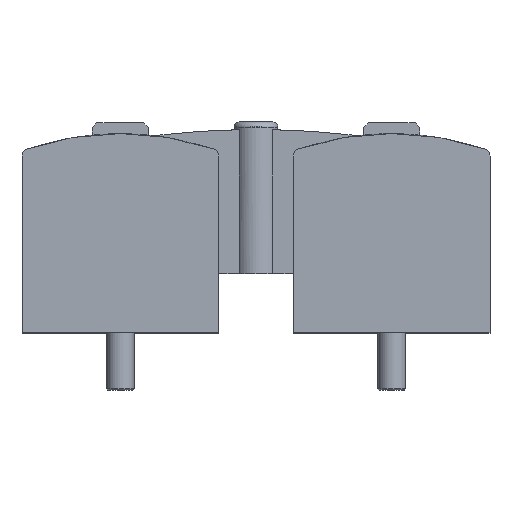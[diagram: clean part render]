
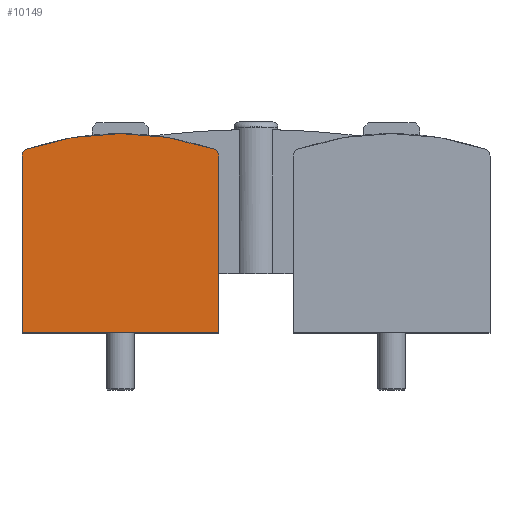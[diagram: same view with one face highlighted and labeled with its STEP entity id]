
A CAD part, top view. The second image highlights one B-rep face of the part: STEP entity #10149.
In plain terms, the highlighted planar face has unit normal (0, 0, 1).
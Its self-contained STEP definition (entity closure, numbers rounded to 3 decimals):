
#152=PLANE('',#10754);
#632=LINE('',#14822,#1355);
#640=LINE('',#14838,#1363);
#641=LINE('',#14841,#1364);
#1355=VECTOR('',#12026,1000.);
#1363=VECTOR('',#12036,1000.);
#1364=VECTOR('',#12041,1000.);
#2645=ORIENTED_EDGE('',*,*,#4654,.T.);
#2646=ORIENTED_EDGE('',*,*,#4670,.T.);
#2647=ORIENTED_EDGE('',*,*,#4669,.T.);
#2648=ORIENTED_EDGE('',*,*,#4661,.T.);
#2649=ORIENTED_EDGE('',*,*,#4671,.T.);
#2650=ORIENTED_EDGE('',*,*,#4672,.T.);
#4654=EDGE_CURVE('',#5728,#5727,#6310,.T.);
#4661=EDGE_CURVE('',#5735,#5734,#632,.T.);
#4669=EDGE_CURVE('',#5741,#5735,#640,.T.);
#4670=EDGE_CURVE('',#5727,#5741,#6312,.T.);
#4671=EDGE_CURVE('',#5734,#5742,#641,.T.);
#4672=EDGE_CURVE('',#5742,#5728,#6313,.T.);
#5727=VERTEX_POINT('',#14796);
#5728=VERTEX_POINT('',#14798);
#5734=VERTEX_POINT('',#14821);
#5735=VERTEX_POINT('',#14823);
#5741=VERTEX_POINT('',#14836);
#5742=VERTEX_POINT('',#14842);
#6310=CIRCLE('',#10750,31.);
#6312=CIRCLE('',#10755,0.8);
#6313=CIRCLE('',#10756,0.8);
#6735=EDGE_LOOP('',(#2645,#2646,#2647,#2648,#2649,#2650));
#7301=FACE_BOUND('',#6735,.T.);
#10149=ADVANCED_FACE('',(#7301),#152,.T.);
#10750=AXIS2_PLACEMENT_3D('',#14797,#12016,#12017);
#10754=AXIS2_PLACEMENT_3D('',#14839,#12037,#12038);
#10755=AXIS2_PLACEMENT_3D('',#14840,#12039,#12040);
#10756=AXIS2_PLACEMENT_3D('',#14843,#12042,#12043);
#12016=DIRECTION('',(0.,0.,1.));
#12017=DIRECTION('',(1.,0.,0.));
#12026=DIRECTION('',(1.,0.,0.));
#12036=DIRECTION('',(0.,-1.,0.));
#12037=DIRECTION('',(0.,0.,1.));
#12038=DIRECTION('',(1.,0.,0.));
#12039=DIRECTION('',(0.,0.,1.));
#12040=DIRECTION('',(1.,0.,0.));
#12041=DIRECTION('',(0.,1.,0.));
#12042=DIRECTION('',(0.,0.,1.));
#12043=DIRECTION('',(1.,0.,0.));
#14796=CARTESIAN_POINT('',(-9.957,19.657,14.));
#14797=CARTESIAN_POINT('',(0.,-9.7,14.));
#14798=CARTESIAN_POINT('',(9.957,19.657,14.));
#14821=CARTESIAN_POINT('',(10.5,0.,14.));
#14822=CARTESIAN_POINT('',(-10.5,0.,14.));
#14823=CARTESIAN_POINT('',(-10.5,0.,14.));
#14836=CARTESIAN_POINT('',(-10.5,18.9,14.));
#14838=CARTESIAN_POINT('',(-10.5,22.5,14.));
#14839=CARTESIAN_POINT('',(0.,0.,14.));
#14840=CARTESIAN_POINT('',(-9.7,18.9,14.));
#14841=CARTESIAN_POINT('',(10.5,0.,14.));
#14842=CARTESIAN_POINT('',(10.5,18.9,14.));
#14843=CARTESIAN_POINT('',(9.7,18.9,14.));
